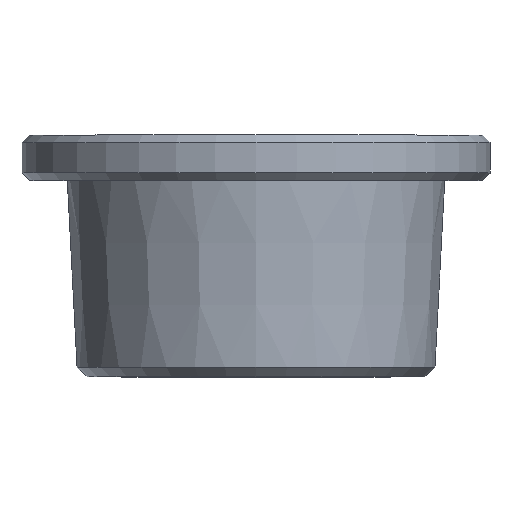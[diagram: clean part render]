
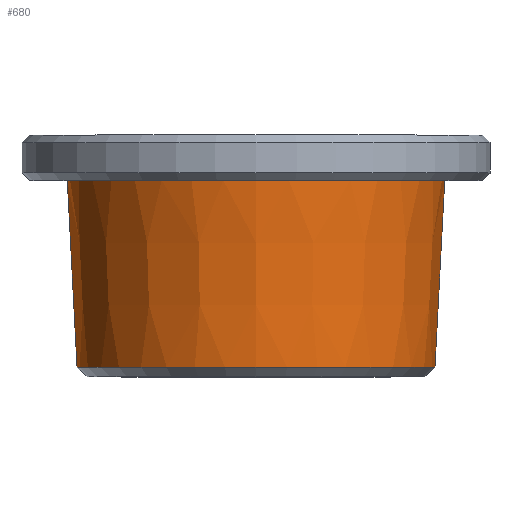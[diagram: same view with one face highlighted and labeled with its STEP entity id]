
A CAD part, top view. The second image highlights one B-rep face of the part: STEP entity #680.
In plain terms, the highlighted conical face has half-angle 3 degrees and reference radius 24.319 mm.
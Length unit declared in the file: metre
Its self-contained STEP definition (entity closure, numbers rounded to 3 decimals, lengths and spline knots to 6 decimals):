
#680=ADVANCED_FACE('1:31',(#965),#966,.T.);
#965=FACE_OUTER_BOUND('',#1495,.T.);
#966=CONICAL_SURFACE('',#1496,0.024319,0.052);
#1495=EDGE_LOOP('',(#2044,#2045,#2046,#2047));
#1496=AXIS2_PLACEMENT_3D('',#2048,#2049,#2050);
#2044=ORIENTED_EDGE('',*,*,#3656,.F.);
#2045=ORIENTED_EDGE('',*,*,#3657,.T.);
#2046=ORIENTED_EDGE('',*,*,#3658,.F.);
#2047=ORIENTED_EDGE('',*,*,#3659,.F.);
#2048=CARTESIAN_POINT('',(0.,-0.003,0.0));
#2049=DIRECTION('',(0.,1.0,-0.0));
#2050=DIRECTION('',(1.0,0.,0.0));
#3656=EDGE_CURVE('',#4156,#4157,#4158,.T.);
#3657=EDGE_CURVE('1:82',#4156,#4159,#4160,.T.);
#3658=EDGE_CURVE('',#4161,#4159,#4162,.T.);
#3659=EDGE_CURVE('1:79',#4157,#4161,#4163,.T.);
#4156=VERTEX_POINT('',#4970);
#4157=VERTEX_POINT('',#4971);
#4158=LINE('',#4972,#4973);
#4159=VERTEX_POINT('',#4974);
#4160=CIRCLE('',#4975,0.025);
#4161=VERTEX_POINT('',#4976);
#4162=LINE('',#4977,#4978);
#4163=CIRCLE('',#4979,0.023703);
#4970=CARTESIAN_POINT('',(0.025,0.01,0.0));
#4971=CARTESIAN_POINT('',(0.023703,-0.014752,0.0));
#4972=CARTESIAN_POINT('',(0.024319,-0.003,0.));
#4973=VECTOR('',#6138,1.0);
#4974=CARTESIAN_POINT('',(-0.025,0.01,0.));
#4975=AXIS2_PLACEMENT_3D('',#6139,#6140,#6141);
#4976=CARTESIAN_POINT('',(-0.023703,-0.014752,0.));
#4977=CARTESIAN_POINT('',(-0.024319,-0.003,0.));
#4978=VECTOR('',#6142,1.0);
#4979=AXIS2_PLACEMENT_3D('',#6143,#6144,#6145);
#6138=DIRECTION('',(-0.052,-0.999,0.));
#6139=CARTESIAN_POINT('',(0.,0.01,0.0));
#6140=DIRECTION('',(0.,-1.0,0.0));
#6141=DIRECTION('',(1.0,0.,0.0));
#6142=DIRECTION('',(-0.052,0.999,0.));
#6143=CARTESIAN_POINT('',(0.,-0.014752,0.));
#6144=DIRECTION('',(0.,-1.0,0.));
#6145=DIRECTION('',(-1.0,0.,0.0));
